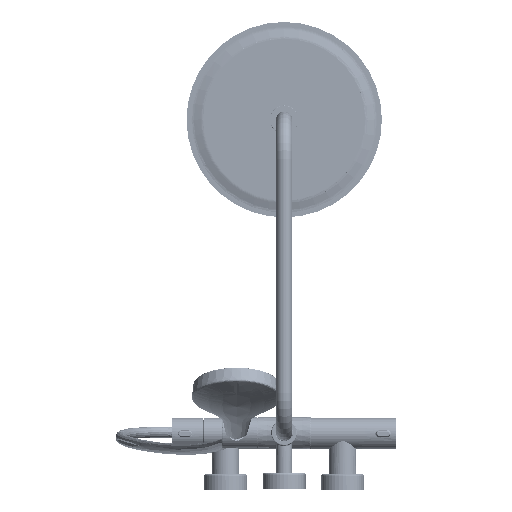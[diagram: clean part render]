
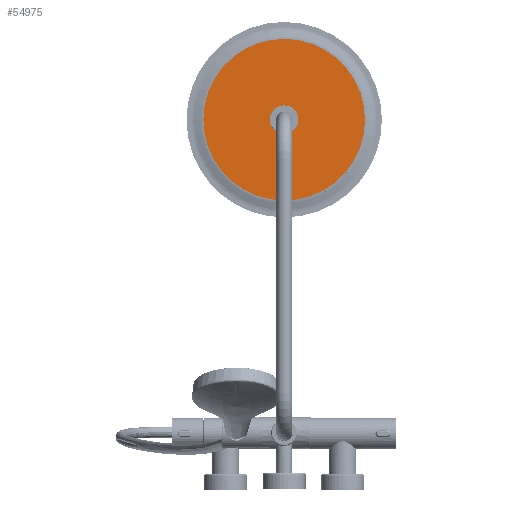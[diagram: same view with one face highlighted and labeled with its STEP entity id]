
A CAD part, top view. The second image highlights one B-rep face of the part: STEP entity #54975.
In plain terms, the highlighted face is planar.
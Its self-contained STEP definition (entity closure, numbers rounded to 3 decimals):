
#9803=FACE_OUTER_BOUND('',#13674,.T.);
#13674=EDGE_LOOP('',(#46558));
#16960=CIRCLE('',#60010,103.429);
#25259=VERTEX_POINT('',#318160);
#32767=EDGE_CURVE('',#25259,#25259,#16960,.T.);
#46558=ORIENTED_EDGE('',*,*,#32767,.T.);
#52553=PLANE('',#60022);
#54975=ADVANCED_FACE('',(#9803),#52553,.T.);
#60010=AXIS2_PLACEMENT_3D('',#318162,#71213,#71214);
#60022=AXIS2_PLACEMENT_3D('',#318181,#71239,#71240);
#71213=DIRECTION('center_axis',(0.,1.,0.));
#71214=DIRECTION('ref_axis',(0.007,0.,-1.));
#71239=DIRECTION('center_axis',(0.,1.,0.));
#71240=DIRECTION('ref_axis',(-1.,0.,0.));
#318160=CARTESIAN_POINT('',(0.719,5.5,-103.426));
#318162=CARTESIAN_POINT('Origin',(0.,5.5,0.));
#318181=CARTESIAN_POINT('Origin',(0.,5.5,0.));
